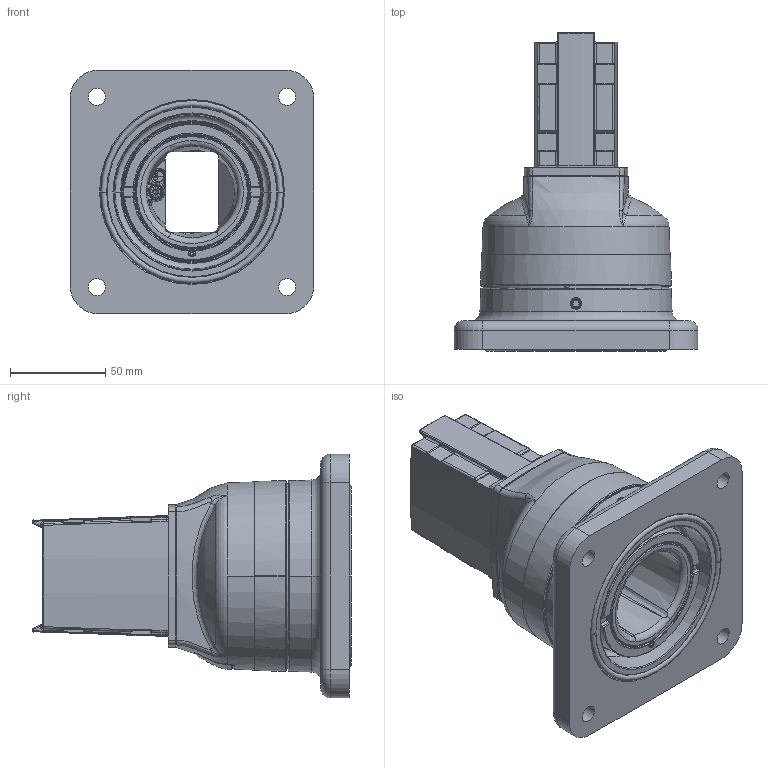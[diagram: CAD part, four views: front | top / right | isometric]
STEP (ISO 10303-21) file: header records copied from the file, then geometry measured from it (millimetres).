
FILE_DESCRIPTION((''),'2;1');
FILE_NAME('1017300013_ASM','2015-07-15T',('Falk.Schoember'),(''),'PRO/ENGINEER BY PARAMETRIC TECHNOLOGY CORPORATION, 2012360','PRO/ENGINEER BY PARAMETRIC TECHNOLOGY CORPORATION, 2012360','');
FILE_SCHEMA(('AUTOMOTIVE_DESIGN { 1 0 10303 214 1 1 1 1 }'));
Products named in the file (20): 9324216000_AF0; 9620438000_ASM; 9231806000; 9371072000; 9411111000_EINB_AF9; 9324206000_AF0; 9620432000_ASM; 9371073000; 9502352000; 9263051000; 9231799000_AF5; 9324208000; 9261346000; 9231010000_DICHTUNG-AG-UT; 9222005000; 9263097000_GEW_STIFT; 9263097000_ASM; 9231797000_AF14; 9261104000; 1017300013_ASM
Assembly tree (19 placements, depth 3):
  1017300013_ASM
    9620438000_ASM
      9324216000_AF0
    9231806000
    9371072000
    9411111000_EINB_AF9
    9620432000_ASM
      9324206000_AF0
    9371073000
    9502352000
    9263051000
    9231799000_AF5
    9324208000
    9261346000
    9231010000_DICHTUNG-AG-UT
    9222005000
    9263097000_ASM
      9263097000_GEW_STIFT
    9231797000_AF14
    9261104000
Bounding box: 128 x 167.2 x 128 mm (x, y, z)
Volume: 642052.8 mm3; surface area: 278843.1 mm2
Topology: 17 solids, 46 shells, 1104 faces, 2885 edges, 1840 vertices
Faces by surface type: cylinder 332, plane 318, bspline 191, torus 123, cone 96, sphere 40, extrusion 4
Entity records: 65828 total; most frequent: CARTESIAN_POINT 18911, ORIENTED_EDGE 5315, DIRECTION 5094, PRESENTATION_STYLE_ASSIGNMENT 3199, STYLED_ITEM 3199, EDGE_CURVE 2881, CURVE_STYLE 2197, AXIS2_PLACEMENT_3D 2002
